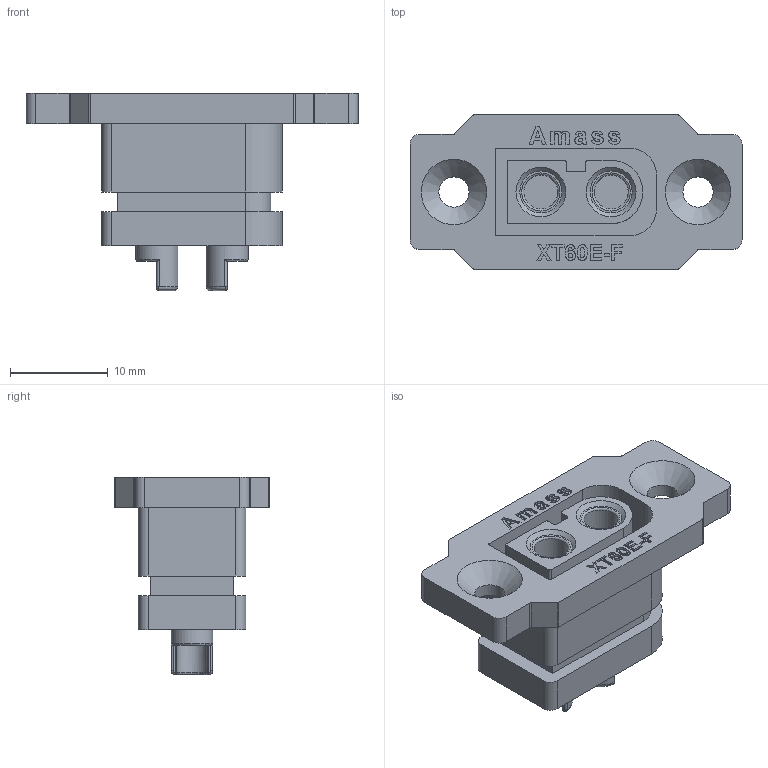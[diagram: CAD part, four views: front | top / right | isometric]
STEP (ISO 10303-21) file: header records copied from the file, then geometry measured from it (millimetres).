
FILE_DESCRIPTION(/* description */ ('STEP AP214'),/* implementation_level */ '2;1');
FILE_NAME(/* name */ 'XT60E-F_Amass.step',/* time_stamp */ '2025-12-04T01:44:06+03:00',/* author */ (''),/* organization */ (''),/* preprocessor_version */ 'ST-DEVELOPER v20.1',/* originating_system */ 'Autodesk Translation Framework v14.21.0.0',/* authorisation */ '');
FILE_SCHEMA (('AUTOMOTIVE_DESIGN { 1 0 10303 214 3 1 1 }'));
Length unit declared in the file: millimetre
Products named in the file (3): Amass_XT60E-F; Case^Amass_XT60E-F; Pin^Amass_XT60E-F
Assembly tree (3 placements, depth 2):
  Amass_XT60E-F
    Case^Amass_XT60E-F
    Pin^Amass_XT60E-F  x2
Bounding box: 34 x 15.8 x 20.2 mm (x, y, z)
Volume: 3015.9 mm3; surface area: 3971.1 mm2
Topology: 3 solids, 3 shells, 331 faces, 864 edges, 570 vertices
Faces by surface type: plane 163, bspline 90, cylinder 60, torus 10, cone 4, sphere 4
Full cylindrical faces by diameter (mm): 3.1 x4, 3.5 x6, 4.3 x6
Entity records: 13262 total; most frequent: CARTESIAN_POINT 6056, ORIENTED_EDGE 1618, DIRECTION 1197, EDGE_CURVE 809, VERTEX_POINT 536, LINE 507, VECTOR 507, AXIS2_PLACEMENT_3D 345
